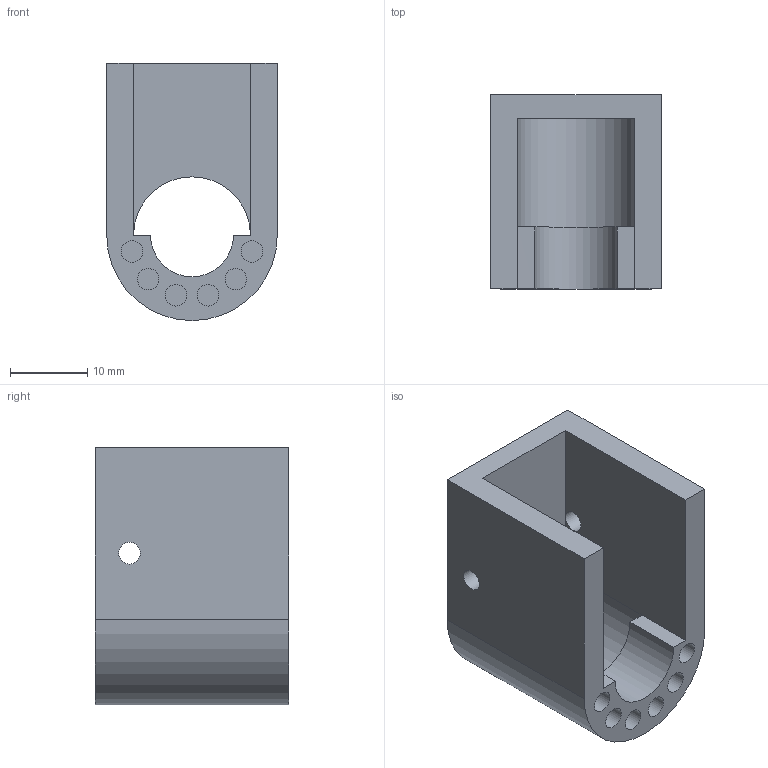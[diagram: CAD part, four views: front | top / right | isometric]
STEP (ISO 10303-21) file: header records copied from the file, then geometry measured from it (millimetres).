
FILE_DESCRIPTION(/* description */ (''),/* implementation_level */ '2;1');
FILE_NAME(/* name */ 'nozzle base 15 degrees offset(new).step',/* time_stamp */ '2023-07-30T19:23:48+08:00',/* author */ (''),/* organization */ (''),/* preprocessor_version */ 'ST-DEVELOPER v19.2',/* originating_system */ 'Autodesk Translation Framework v11.17.0.187',/* authorisation */ '');
FILE_SCHEMA (('AUTOMOTIVE_DESIGN { 1 0 10303 214 3 1 1 }'));
Length unit declared in the file: centimetre
Products named in the file (1): nozzle base 15 degrees offset(new)
Bounding box: 22.04 x 25 x 33.19 mm (x, y, z)
Volume: 7219.5 mm3; surface area: 5200 mm2
Topology: 1 solids, 1 shells, 29 faces, 62 edges, 40 vertices
Faces by surface type: plane 17, cylinder 12
Full cylindrical faces by diameter (mm): 2.789 x6, 2.8 x2
Entity records: 840 total; most frequent: DIRECTION 146, CARTESIAN_POINT 132, ORIENTED_EDGE 124, EDGE_CURVE 62, AXIS2_PLACEMENT_3D 54, EDGE_LOOP 40, VERTEX_POINT 40, LINE 38
